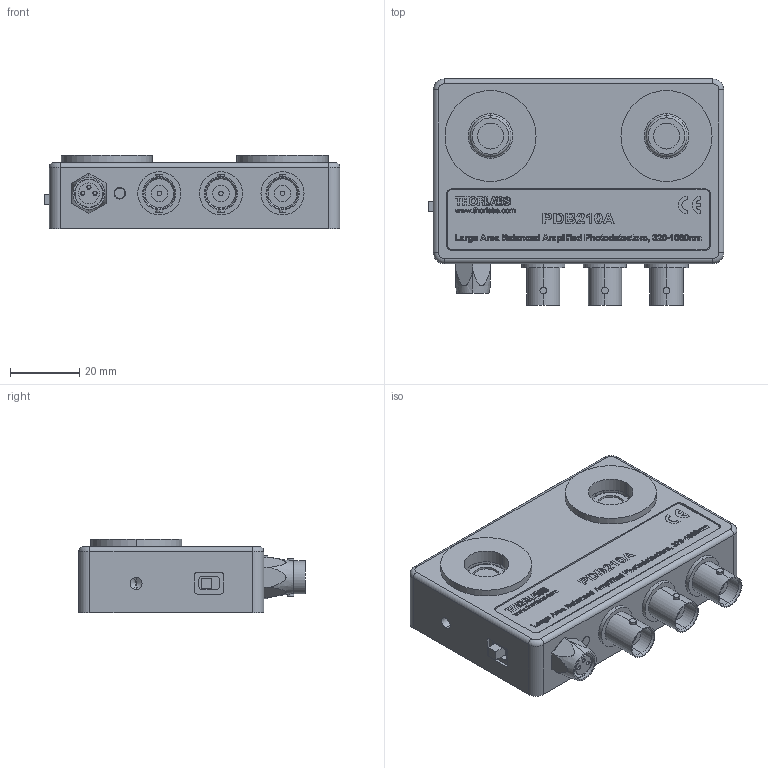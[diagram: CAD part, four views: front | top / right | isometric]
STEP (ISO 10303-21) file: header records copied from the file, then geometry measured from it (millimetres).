
FILE_DESCRIPTION (( 'STEP AP203' ), '1' );
FILE_NAME ('PDB2xx_web.STEP', '2009-05-14T06:31:59', ( 'Mackowiak' ), ( 'Thorlabs GmbH' ), 'SwSTEP 2.0', 'SolidWorks 2008', '' );
FILE_SCHEMA (( 'CONFIG_CONTROL_DESIGN' ));
Products named in the file (10): PDB2xx_web; Schalter-01_Off; PDB210A-Schild-01_Metric; M0092-0431-0A-(8-32)-Gehäuse ohne Laserbeschriftung_Etching; M0092-0432-0A-Deckel; BNCBuchse-01; RKMF-01-3polig_RKMF4; S2386-18K-Hamamatsu_Standard; LED-3mm_Standard; Senkschraube ISO 7046-1_ISO 7046-1 - M1.6 x 4 - Z --- 4N
Assembly tree (15 placements, depth 2):
  PDB2xx_web
    S2386-18K-Hamamatsu_Standard  x2
    M0092-0431-0A-(8-32)-Gehäuse ohne Laserbeschriftung_Etching
    Senkschraube ISO 7046-1_ISO 7046-1 - M1.6 x 4 - Z --- 4N  x4
    PDB210A-Schild-01_Metric
    BNCBuchse-01  x3
    M0092-0432-0A-Deckel
    RKMF-01-3polig_RKMF4
    Schalter-01_Off
    LED-3mm_Standard
Bounding box: 85.28 x 65.3 x 21.08 mm (x, y, z)
Volume: 33694.9 mm3; surface area: 38255.9 mm2
Topology: 15 solids, 17 shells, 2325 faces, 6114 edges, 3996 vertices
Faces by surface type: plane 1343, bspline 547, cylinder 305, cone 110, torus 20
Entity records: 90674 total; most frequent: CARTESIAN_POINT 41258, ORIENTED_EDGE 11012, DIRECTION 7979, EDGE_CURVE 5506, VECTOR 3857, LINE 3857, VERTEX_POINT 3644, EDGE_LOOP 2256
